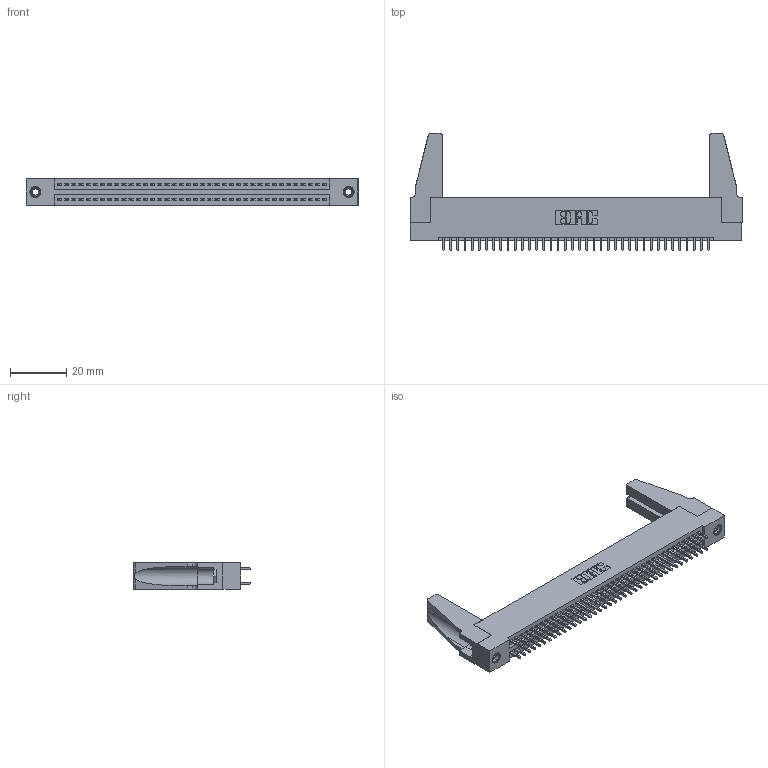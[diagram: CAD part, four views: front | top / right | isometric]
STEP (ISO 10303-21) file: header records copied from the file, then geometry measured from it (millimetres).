
FILE_DESCRIPTION (( 'STEP AP203' ), '1' );
FILE_NAME ('395-076-521-288.STEP', '2019-10-24T15:58:30', ( '' ), ( '' ), 'SwSTEP 2.0', 'SolidWorks 2016', '' );
FILE_SCHEMA (( 'CONFIG_CONTROL_DESIGN' ));
Length unit declared in the file: inch
Products named in the file (5): 345 Part_Flush Mounting Lugs - 0.156 Dia-TH; 345-292-001_345-293-121; 345-250-001_345-250-001-102; 345-220-078_345-220-088; 395-076-521-288
Assembly tree (81 placements, depth 2):
  395-076-521-288
    345 Part_Flush Mounting Lugs - 0.156 Dia-TH
    345-292-001_345-293-121  x76
    345-250-001_345-250-001-102  x2
    345-220-078_345-220-088  x2
Bounding box: 117.75 x 41.58 x 9.4 mm (x, y, z)
Volume: 14623.1 mm3; surface area: 19650.5 mm2
Topology: 81 solids, 81 shells, 4050 faces, 11979 edges, 7874 vertices
Faces by surface type: plane 2660, cylinder 1374, cone 12, torus 4
Entity records: 32520 total; most frequent: CARTESIAN_POINT 5450, ORIENTED_EDGE 5344, DIRECTION 4816, EDGE_CURVE 2672, LINE 2346, VECTOR 2346, VERTEX_POINT 1774, AXIS2_PLACEMENT_3D 1235
